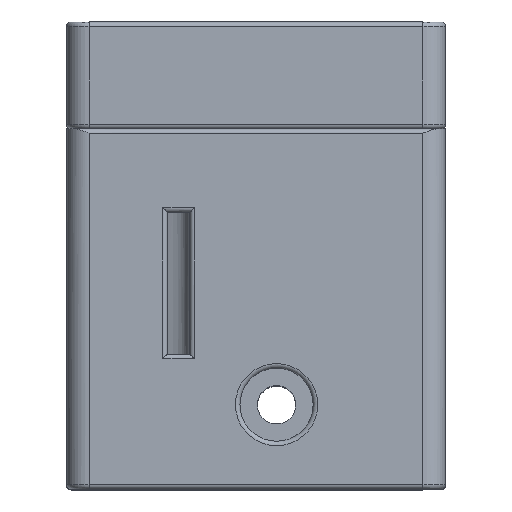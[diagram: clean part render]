
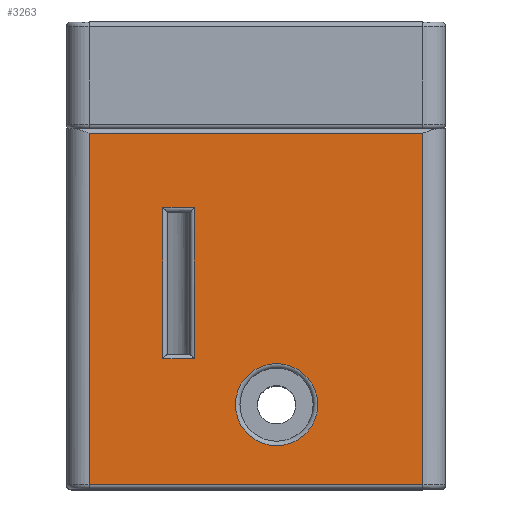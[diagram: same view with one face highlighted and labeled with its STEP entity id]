
A CAD part, top view. The second image highlights one B-rep face of the part: STEP entity #3263.
In plain terms, the highlighted planar face has unit normal (0, 0, 1).
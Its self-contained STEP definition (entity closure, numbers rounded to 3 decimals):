
#92=FACE_BOUND('',#632,.T.);
#93=FACE_BOUND('',#633,.T.);
#120=PLANE('',#3510);
#192=CIRCLE('',#3511,3.65);
#418=FACE_OUTER_BOUND('',#631,.T.);
#631=EDGE_LOOP('',(#2221,#2222,#2223,#2224));
#632=EDGE_LOOP('',(#2225));
#633=EDGE_LOOP('',(#2226,#2227,#2228,#2229));
#858=LINE('',#5107,#1103);
#860=LINE('',#5115,#1105);
#876=LINE('',#5181,#1121);
#878=LINE('',#5190,#1123);
#881=LINE('',#5198,#1126);
#882=LINE('',#5200,#1127);
#889=LINE('',#5281,#1134);
#890=LINE('',#5282,#1135);
#1103=VECTOR('',#3938,10.);
#1105=VECTOR('',#3946,10.);
#1121=VECTOR('',#3998,10.);
#1123=VECTOR('',#4006,10.);
#1126=VECTOR('',#4015,10.);
#1127=VECTOR('',#4018,10.);
#1134=VECTOR('',#4031,10.);
#1135=VECTOR('',#4032,10.);
#1353=VERTEX_POINT('',#5090);
#1356=VERTEX_POINT('',#5100);
#1359=VERTEX_POINT('',#5113);
#1390=VERTEX_POINT('',#5179);
#1391=VERTEX_POINT('',#5180);
#1394=VERTEX_POINT('',#5188);
#1395=VERTEX_POINT('',#5189);
#1403=VERTEX_POINT('',#5280);
#1404=VERTEX_POINT('',#5283);
#1654=EDGE_CURVE('',#1356,#1353,#858,.T.);
#1658=EDGE_CURVE('',#1359,#1356,#860,.T.);
#1690=EDGE_CURVE('',#1390,#1391,#876,.T.);
#1694=EDGE_CURVE('',#1394,#1395,#878,.T.);
#1699=EDGE_CURVE('',#1395,#1390,#881,.T.);
#1700=EDGE_CURVE('',#1391,#1394,#882,.T.);
#1709=EDGE_CURVE('',#1403,#1359,#889,.T.);
#1710=EDGE_CURVE('',#1353,#1403,#890,.T.);
#1711=EDGE_CURVE('',#1404,#1404,#192,.T.);
#2221=ORIENTED_EDGE('',*,*,#1654,.F.);
#2222=ORIENTED_EDGE('',*,*,#1658,.F.);
#2223=ORIENTED_EDGE('',*,*,#1709,.F.);
#2224=ORIENTED_EDGE('',*,*,#1710,.F.);
#2225=ORIENTED_EDGE('',*,*,#1711,.F.);
#2226=ORIENTED_EDGE('',*,*,#1694,.F.);
#2227=ORIENTED_EDGE('',*,*,#1700,.F.);
#2228=ORIENTED_EDGE('',*,*,#1690,.F.);
#2229=ORIENTED_EDGE('',*,*,#1699,.F.);
#3263=ADVANCED_FACE('',(#418,#92,#93),#120,.T.);
#3510=AXIS2_PLACEMENT_3D('',#5279,#4029,#4030);
#3511=AXIS2_PLACEMENT_3D('',#5284,#4033,#4034);
#3938=DIRECTION('',(1.,0.,0.));
#3946=DIRECTION('',(0.,1.,0.));
#3998=DIRECTION('',(0.,1.,0.));
#4006=DIRECTION('',(0.,-1.,0.));
#4015=DIRECTION('',(1.,0.,0.));
#4018=DIRECTION('',(-1.,0.,0.));
#4029=DIRECTION('center_axis',(0.,0.,1.));
#4030=DIRECTION('ref_axis',(1.,0.,0.));
#4031=DIRECTION('',(-1.,0.,0.));
#4032=DIRECTION('',(0.,-1.,0.));
#4033=DIRECTION('center_axis',(0.,0.,1.));
#4034=DIRECTION('ref_axis',(-1.,0.,0.));
#5090=CARTESIAN_POINT('',(13.,31.6,23.));
#5100=CARTESIAN_POINT('',(-16.65,31.6,23.));
#5107=CARTESIAN_POINT('',(-10.238,31.6,23.));
#5113=CARTESIAN_POINT('',(-16.65,0.4,23.));
#5115=CARTESIAN_POINT('',(-16.65,0.,23.));
#5179=CARTESIAN_POINT('',(-7.3,11.6,23.));
#5180=CARTESIAN_POINT('',(-7.3,25.,23.));
#5181=CARTESIAN_POINT('',(-7.3,6.,23.));
#5188=CARTESIAN_POINT('',(-10.1,25.,23.));
#5189=CARTESIAN_POINT('',(-10.1,11.6,23.));
#5190=CARTESIAN_POINT('',(-10.1,6.,23.));
#5198=CARTESIAN_POINT('',(-15.256,11.6,23.));
#5200=CARTESIAN_POINT('',(-15.256,25.,23.));
#5279=CARTESIAN_POINT('Origin',(-18.65,0.,23.));
#5280=CARTESIAN_POINT('',(13.,0.4,23.));
#5281=CARTESIAN_POINT('',(-10.238,0.4,23.));
#5282=CARTESIAN_POINT('',(13.,0.,23.));
#5283=CARTESIAN_POINT('',(3.65,7.5,23.));
#5284=CARTESIAN_POINT('Origin',(0.,7.5,23.));
